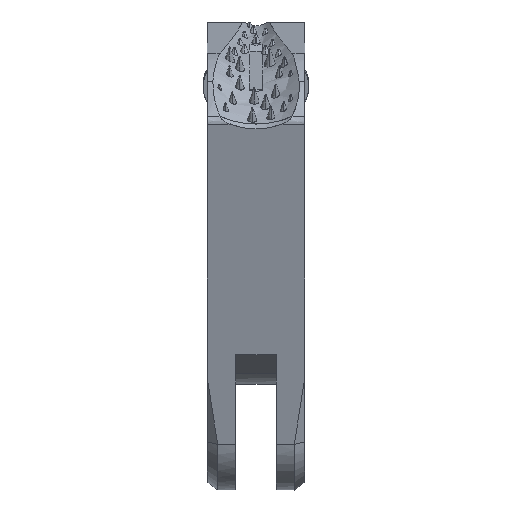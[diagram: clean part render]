
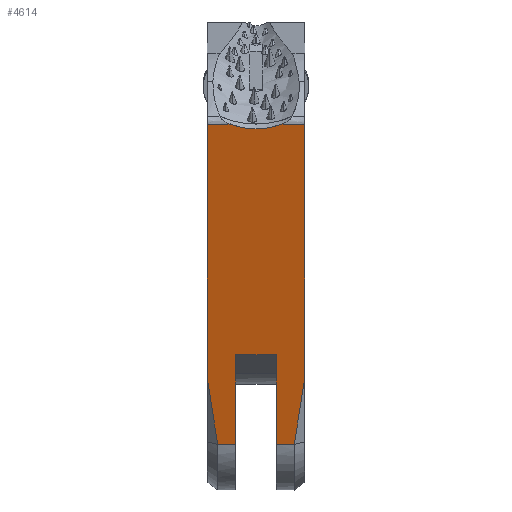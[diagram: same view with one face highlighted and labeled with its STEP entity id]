
A CAD part, front view. The second image highlights one B-rep face of the part: STEP entity #4614.
In plain terms, the highlighted free-form (B-spline) face has degree [1, 1] with [2, 2] control points.
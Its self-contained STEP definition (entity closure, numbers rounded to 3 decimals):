
#4614 = ADVANCED_FACE('',(#4615),#4726,.T.);
#4615 = FACE_BOUND('',#4616,.T.);
#4616 = EDGE_LOOP('',(#4617,#4626,#4633,#4640,#4647,#4654,#4661,#4668,
    #4675,#4683,#4691,#4699,#4707,#4714,#4721));
#4617 = ORIENTED_EDGE('',*,*,#4618,.T.);
#4618 = EDGE_CURVE('',#4619,#4621,#4623,.T.);
#4619 = VERTEX_POINT('',#4620);
#4620 = CARTESIAN_POINT('',(5.535,-8.948,
    -2.764));
#4621 = VERTEX_POINT('',#4622);
#4622 = CARTESIAN_POINT('',(2.927,-8.948,
    -2.764));
#4623 = B_SPLINE_CURVE_WITH_KNOTS('',1,(#4624,#4625),.UNSPECIFIED.,.F.,
  .F.,(2,2),(0.,2.228),.PIECEWISE_BEZIER_KNOTS.);
#4624 = CARTESIAN_POINT('',(5.535,-8.948,
    -2.764));
#4625 = CARTESIAN_POINT('',(2.927,-8.948,
    -2.764));
#4626 = ORIENTED_EDGE('',*,*,#4627,.T.);
#4627 = EDGE_CURVE('',#4621,#4628,#4630,.T.);
#4628 = VERTEX_POINT('',#4629);
#4629 = CARTESIAN_POINT('',(2.927,-12.935,
    10.142));
#4630 = B_SPLINE_CURVE_WITH_KNOTS('',1,(#4631,#4632),.UNSPECIFIED.,.F.,
  .F.,(2,2),(0.,11.538),.PIECEWISE_BEZIER_KNOTS.);
#4631 = CARTESIAN_POINT('',(2.927,-8.948,
    -2.764));
#4632 = CARTESIAN_POINT('',(2.927,-12.935,
    10.142));
#4633 = ORIENTED_EDGE('',*,*,#4634,.T.);
#4634 = EDGE_CURVE('',#4628,#4635,#4637,.T.);
#4635 = VERTEX_POINT('',#4636);
#4636 = CARTESIAN_POINT('',(-2.927,-12.935,
    10.142));
#4637 = B_SPLINE_CURVE_WITH_KNOTS('',1,(#4638,#4639),.UNSPECIFIED.,.F.,
  .F.,(2,2),(0.,5.),.PIECEWISE_BEZIER_KNOTS.);
#4638 = CARTESIAN_POINT('',(2.927,-12.935,
    10.142));
#4639 = CARTESIAN_POINT('',(-2.927,-12.935,
    10.142));
#4640 = ORIENTED_EDGE('',*,*,#4641,.T.);
#4641 = EDGE_CURVE('',#4635,#4642,#4644,.T.);
#4642 = VERTEX_POINT('',#4643);
#4643 = CARTESIAN_POINT('',(-2.927,-8.948,
    -2.764));
#4644 = B_SPLINE_CURVE_WITH_KNOTS('',1,(#4645,#4646),.UNSPECIFIED.,.F.,
  .F.,(2,2),(0.,11.538),.PIECEWISE_BEZIER_KNOTS.);
#4645 = CARTESIAN_POINT('',(-2.927,-12.935,
    10.142));
#4646 = CARTESIAN_POINT('',(-2.927,-8.948,
    -2.764));
#4647 = ORIENTED_EDGE('',*,*,#4648,.T.);
#4648 = EDGE_CURVE('',#4642,#4649,#4651,.T.);
#4649 = VERTEX_POINT('',#4650);
#4650 = CARTESIAN_POINT('',(-5.535,-8.948,
    -2.764));
#4651 = B_SPLINE_CURVE_WITH_KNOTS('',1,(#4652,#4653),.UNSPECIFIED.,.F.,
  .F.,(2,2),(0.,2.228),.PIECEWISE_BEZIER_KNOTS.);
#4652 = CARTESIAN_POINT('',(-2.927,-8.948,
    -2.764));
#4653 = CARTESIAN_POINT('',(-5.535,-8.948,
    -2.764));
#4654 = ORIENTED_EDGE('',*,*,#4655,.T.);
#4655 = EDGE_CURVE('',#4649,#4656,#4658,.T.);
#4656 = VERTEX_POINT('',#4657);
#4657 = CARTESIAN_POINT('',(-7.024,-11.887,
    6.749));
#4658 = B_SPLINE_CURVE_WITH_KNOTS('',1,(#4659,#4660),.UNSPECIFIED.,.F.,
  .F.,(2,2),(0.,8.6),.PIECEWISE_BEZIER_KNOTS.);
#4659 = CARTESIAN_POINT('',(-5.535,-8.948,
    -2.764));
#4660 = CARTESIAN_POINT('',(-7.024,-11.887,
    6.749));
#4661 = ORIENTED_EDGE('',*,*,#4662,.T.);
#4662 = EDGE_CURVE('',#4656,#4663,#4665,.T.);
#4663 = VERTEX_POINT('',#4664);
#4664 = CARTESIAN_POINT('',(-7.024,-23.214,
    43.416));
#4665 = B_SPLINE_CURVE_WITH_KNOTS('',1,(#4666,#4667),.UNSPECIFIED.,.F.,
  .F.,(2,2),(0.,32.781),.PIECEWISE_BEZIER_KNOTS.);
#4666 = CARTESIAN_POINT('',(-7.024,-11.887,
    6.749));
#4667 = CARTESIAN_POINT('',(-7.024,-23.214,
    43.416));
#4668 = ORIENTED_EDGE('',*,*,#4669,.T.);
#4669 = EDGE_CURVE('',#4663,#4670,#4672,.T.);
#4670 = VERTEX_POINT('',#4671);
#4671 = CARTESIAN_POINT('',(-3.6,-23.214,
    43.416));
#4672 = B_SPLINE_CURVE_WITH_KNOTS('',1,(#4673,#4674),.UNSPECIFIED.,.F.,
  .F.,(2,2),(0.,2.925),.PIECEWISE_BEZIER_KNOTS.);
#4673 = CARTESIAN_POINT('',(-7.024,-23.214,
    43.416));
#4674 = CARTESIAN_POINT('',(-3.6,-23.214,43.416
    ));
#4675 = ORIENTED_EDGE('',*,*,#4676,.T.);
#4676 = EDGE_CURVE('',#4670,#4677,#4679,.T.);
#4677 = VERTEX_POINT('',#4678);
#4678 = CARTESIAN_POINT('',(-1.828,-23.062,
    42.925));
#4679 = B_SPLINE_CURVE_WITH_KNOTS('',2,(#4680,#4681,#4682),
  .UNSPECIFIED.,.F.,.F.,(3,3),(0.,0.25),.PIECEWISE_BEZIER_KNOTS.);
#4680 = CARTESIAN_POINT('',(-3.6,-23.214,
    43.416));
#4681 = CARTESIAN_POINT('',(-2.735,-23.113,
    43.091));
#4682 = CARTESIAN_POINT('',(-1.828,-23.062,
    42.925));
#4683 = ORIENTED_EDGE('',*,*,#4684,.T.);
#4684 = EDGE_CURVE('',#4677,#4685,#4687,.T.);
#4685 = VERTEX_POINT('',#4686);
#4686 = CARTESIAN_POINT('',(0.,-23.011,
    42.76));
#4687 = B_SPLINE_CURVE_WITH_KNOTS('',2,(#4688,#4689,#4690),
  .UNSPECIFIED.,.F.,.F.,(3,3),(0.25,0.5),.PIECEWISE_BEZIER_KNOTS.);
#4688 = CARTESIAN_POINT('',(-1.828,-23.062,
    42.925));
#4689 = CARTESIAN_POINT('',(-0.921,-23.011,
    42.76));
#4690 = CARTESIAN_POINT('',(0.,-23.011,
    42.76));
#4691 = ORIENTED_EDGE('',*,*,#4692,.T.);
#4692 = EDGE_CURVE('',#4685,#4693,#4695,.T.);
#4693 = VERTEX_POINT('',#4694);
#4694 = CARTESIAN_POINT('',(1.829,-23.062,
    42.925));
#4695 = B_SPLINE_CURVE_WITH_KNOTS('',2,(#4696,#4697,#4698),
  .UNSPECIFIED.,.F.,.F.,(3,3),(0.5,0.75),.PIECEWISE_BEZIER_KNOTS.);
#4696 = CARTESIAN_POINT('',(0.,-23.011,
    42.76));
#4697 = CARTESIAN_POINT('',(0.922,-23.011,
    42.76));
#4698 = CARTESIAN_POINT('',(1.829,-23.062,
    42.925));
#4699 = ORIENTED_EDGE('',*,*,#4700,.T.);
#4700 = EDGE_CURVE('',#4693,#4701,#4703,.T.);
#4701 = VERTEX_POINT('',#4702);
#4702 = CARTESIAN_POINT('',(3.6,-23.214,43.416
    ));
#4703 = B_SPLINE_CURVE_WITH_KNOTS('',2,(#4704,#4705,#4706),
  .UNSPECIFIED.,.F.,.F.,(3,3),(0.75,1.),.PIECEWISE_BEZIER_KNOTS.);
#4704 = CARTESIAN_POINT('',(1.829,-23.062,
    42.925));
#4705 = CARTESIAN_POINT('',(2.736,-23.113,43.091
    ));
#4706 = CARTESIAN_POINT('',(3.6,-23.214,
    43.416));
#4707 = ORIENTED_EDGE('',*,*,#4708,.T.);
#4708 = EDGE_CURVE('',#4701,#4709,#4711,.T.);
#4709 = VERTEX_POINT('',#4710);
#4710 = CARTESIAN_POINT('',(7.024,-23.214,
    43.416));
#4711 = B_SPLINE_CURVE_WITH_KNOTS('',1,(#4712,#4713),.UNSPECIFIED.,.F.,
  .F.,(2,2),(0.,2.925),.PIECEWISE_BEZIER_KNOTS.);
#4712 = CARTESIAN_POINT('',(3.6,-23.214,
    43.416));
#4713 = CARTESIAN_POINT('',(7.024,-23.214,
    43.416));
#4714 = ORIENTED_EDGE('',*,*,#4715,.T.);
#4715 = EDGE_CURVE('',#4709,#4716,#4718,.T.);
#4716 = VERTEX_POINT('',#4717);
#4717 = CARTESIAN_POINT('',(7.024,-11.887,
    6.749));
#4718 = B_SPLINE_CURVE_WITH_KNOTS('',1,(#4719,#4720),.UNSPECIFIED.,.F.,
  .F.,(2,2),(0.,32.781),.PIECEWISE_BEZIER_KNOTS.);
#4719 = CARTESIAN_POINT('',(7.024,-23.214,
    43.416));
#4720 = CARTESIAN_POINT('',(7.024,-11.887,
    6.749));
#4721 = ORIENTED_EDGE('',*,*,#4722,.T.);
#4722 = EDGE_CURVE('',#4716,#4619,#4723,.T.);
#4723 = B_SPLINE_CURVE_WITH_KNOTS('',1,(#4724,#4725),.UNSPECIFIED.,.F.,
  .F.,(2,2),(0.,8.6),.PIECEWISE_BEZIER_KNOTS.);
#4724 = CARTESIAN_POINT('',(7.024,-11.887,
    6.749));
#4725 = CARTESIAN_POINT('',(5.535,-8.948,
    -2.764));
#4726 = B_SPLINE_SURFACE_WITH_KNOTS('',1,1,(
    (#4727,#4728)
    ,(#4729,#4730
    )),.UNSPECIFIED.,.F.,.F.,.F.,(2,2),(2,2),(0.,1.),(0.,1.),
  .PIECEWISE_BEZIER_KNOTS.);
#4727 = CARTESIAN_POINT('',(-7.024,-8.948,
    -2.764));
#4728 = CARTESIAN_POINT('',(7.024,-8.948,
    -2.764));
#4729 = CARTESIAN_POINT('',(-7.024,-23.214,
    43.416));
#4730 = CARTESIAN_POINT('',(7.024,-23.214,
    43.416));
